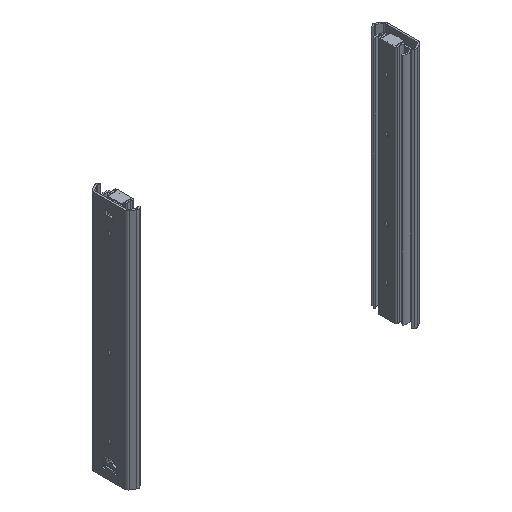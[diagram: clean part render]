
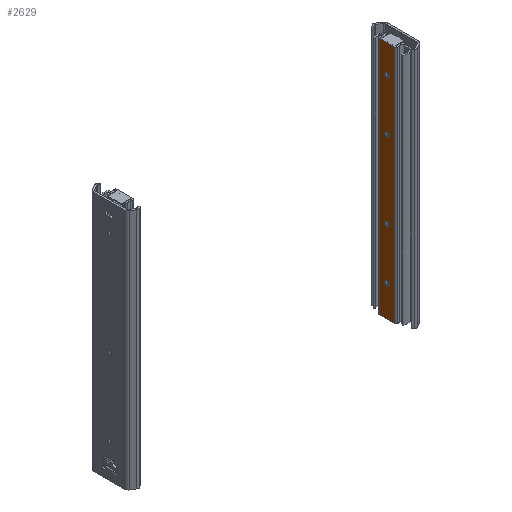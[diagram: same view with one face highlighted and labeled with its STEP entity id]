
A CAD part, isometric view. The second image highlights one B-rep face of the part: STEP entity #2629.
In plain terms, the highlighted face is planar.
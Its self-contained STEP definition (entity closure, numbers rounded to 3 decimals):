
#127=FACE_BOUND('',#458,.T.);
#128=FACE_BOUND('',#459,.T.);
#129=FACE_BOUND('',#460,.T.);
#130=FACE_BOUND('',#461,.T.);
#193=PLANE('',#2996);
#312=FACE_OUTER_BOUND('',#457,.T.);
#457=EDGE_LOOP('',(#2304,#2305,#2306,#2307));
#458=EDGE_LOOP('',(#2308));
#459=EDGE_LOOP('',(#2309));
#460=EDGE_LOOP('',(#2310));
#461=EDGE_LOOP('',(#2311));
#693=LINE('',#4530,#928);
#695=LINE('',#4556,#930);
#696=LINE('',#4558,#931);
#697=LINE('',#4559,#932);
#928=VECTOR('',#3684,10.);
#930=VECTOR('',#3696,10.);
#931=VECTOR('',#3697,10.);
#932=VECTOR('',#3698,10.);
#1029=CIRCLE('',#2960,2.9);
#1034=CIRCLE('',#2968,2.9);
#1036=CIRCLE('',#2972,2.9);
#1038=CIRCLE('',#2976,2.9);
#1247=VERTEX_POINT('',#4426);
#1260=VERTEX_POINT('',#4457);
#1262=VERTEX_POINT('',#4465);
#1264=VERTEX_POINT('',#4473);
#1278=VERTEX_POINT('',#4527);
#1279=VERTEX_POINT('',#4529);
#1285=VERTEX_POINT('',#4555);
#1286=VERTEX_POINT('',#4557);
#1579=EDGE_CURVE('',#1247,#1247,#1029,.T.);
#1594=EDGE_CURVE('',#1260,#1260,#1034,.T.);
#1598=EDGE_CURVE('',#1262,#1262,#1036,.T.);
#1602=EDGE_CURVE('',#1264,#1264,#1038,.T.);
#1624=EDGE_CURVE('',#1278,#1279,#693,.T.);
#1631=EDGE_CURVE('',#1278,#1285,#695,.T.);
#1632=EDGE_CURVE('',#1286,#1285,#696,.T.);
#1633=EDGE_CURVE('',#1286,#1279,#697,.T.);
#2304=ORIENTED_EDGE('',*,*,#1624,.F.);
#2305=ORIENTED_EDGE('',*,*,#1631,.T.);
#2306=ORIENTED_EDGE('',*,*,#1632,.F.);
#2307=ORIENTED_EDGE('',*,*,#1633,.T.);
#2308=ORIENTED_EDGE('',*,*,#1579,.T.);
#2309=ORIENTED_EDGE('',*,*,#1602,.T.);
#2310=ORIENTED_EDGE('',*,*,#1594,.T.);
#2311=ORIENTED_EDGE('',*,*,#1598,.T.);
#2629=ADVANCED_FACE('',(#312,#127,#128,#129,#130),#193,.T.);
#2960=AXIS2_PLACEMENT_3D('',#4427,#3594,#3595);
#2968=AXIS2_PLACEMENT_3D('',#4458,#3620,#3621);
#2972=AXIS2_PLACEMENT_3D('',#4466,#3630,#3631);
#2976=AXIS2_PLACEMENT_3D('',#4474,#3640,#3641);
#2996=AXIS2_PLACEMENT_3D('',#4554,#3694,#3695);
#3594=DIRECTION('center_axis',(-1.,0.,0.));
#3595=DIRECTION('ref_axis',(0.,0.,-1.));
#3620=DIRECTION('center_axis',(-1.,0.,0.));
#3621=DIRECTION('ref_axis',(0.,0.,1.));
#3630=DIRECTION('center_axis',(-1.,0.,0.));
#3631=DIRECTION('ref_axis',(0.,0.,1.));
#3640=DIRECTION('center_axis',(-1.,0.,0.));
#3641=DIRECTION('ref_axis',(0.,0.,1.));
#3684=DIRECTION('',(0.,1.,0.));
#3694=DIRECTION('center_axis',(1.,0.,0.));
#3695=DIRECTION('ref_axis',(0.,-1.,0.));
#3696=DIRECTION('',(0.,0.,-1.));
#3697=DIRECTION('',(0.,-1.,0.));
#3698=DIRECTION('',(0.,0.,1.));
#4426=CARTESIAN_POINT('',(8.,0.,-256.1));
#4427=CARTESIAN_POINT('Origin',(8.,0.,-259.));
#4457=CARTESIAN_POINT('',(8.,0.,-37.9));
#4458=CARTESIAN_POINT('Origin',(8.,0.,-35.));
#4465=CARTESIAN_POINT('',(8.,0.,-101.9));
#4466=CARTESIAN_POINT('Origin',(8.,0.,-99.));
#4473=CARTESIAN_POINT('',(8.,0.,-197.9));
#4474=CARTESIAN_POINT('Origin',(8.,0.,-195.));
#4527=CARTESIAN_POINT('',(8.,-9.7,0.));
#4529=CARTESIAN_POINT('',(8.,9.7,0.));
#4530=CARTESIAN_POINT('',(8.,-11.283,0.));
#4554=CARTESIAN_POINT('Origin',(8.,11.283,0.));
#4555=CARTESIAN_POINT('',(8.,-9.7,-297.));
#4556=CARTESIAN_POINT('',(8.,-9.7,0.));
#4557=CARTESIAN_POINT('',(8.,9.7,-297.));
#4558=CARTESIAN_POINT('',(8.,-11.283,-297.));
#4559=CARTESIAN_POINT('',(8.,9.7,0.));
